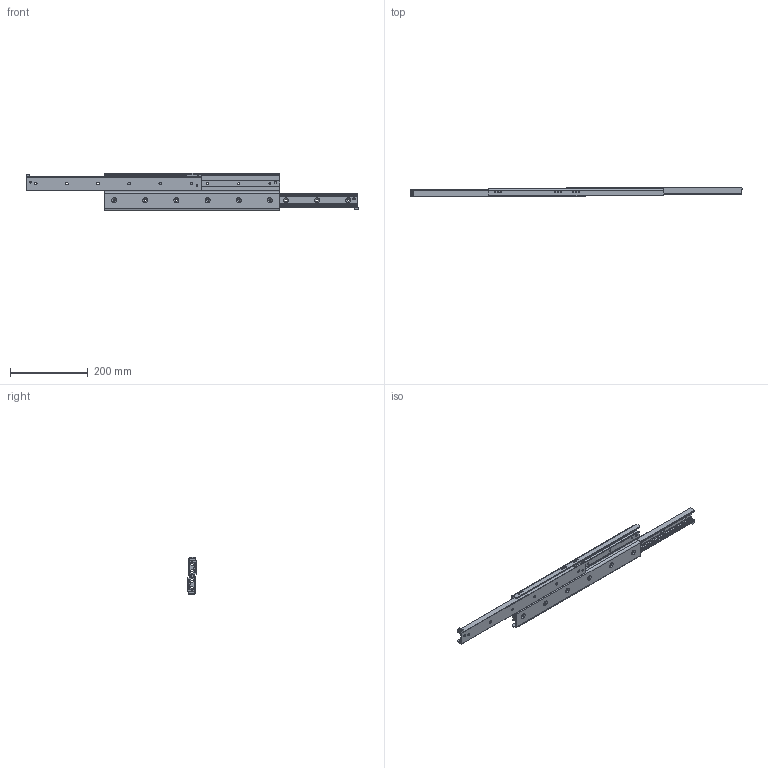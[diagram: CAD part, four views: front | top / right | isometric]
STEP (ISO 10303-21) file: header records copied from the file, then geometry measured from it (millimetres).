
FILE_DESCRIPTION((''),'2;1');
FILE_NAME('LCAS 35.D-0450.stp','2016-01-15T10:41:57',('MRathmann'),(''),'Autodesk Inventor 2012','Autodesk Inventor 2012','');
FILE_SCHEMA(('CONFIG_CONTROL_DESIGN'));
Length unit declared in the file: millimetre
Products named in the file (11): LCAS 35.D-0450.iam (Detailgenauigkeit1); ZP 35-0450.S; LCN 35-0450; LLMG 35-0450; KF.LCA 35-0245.GZ; + AP.L 35; # SP.L 35-5,5; + SP.L 35; + AG.L 28H-4,5; + AS.L 35 5x3,2; + VKB.L 35 5x10
Assembly tree (24 placements, depth 3):
  LCAS 35.D-0450.iam (Detailgenauigkeit1)
    ZP 35-0450.S
    LCN 35-0450  x2
    LLMG 35-0450  x2
    KF.LCA 35-0245.GZ  x2
    + AP.L 35  x4
    # SP.L 35-5,5  x2
      + SP.L 35
      + AG.L 28H-4,5
    + AS.L 35 5x3,2  x4
    + VKB.L 35 5x10  x4
Bounding box: 853 x 22.5 x 97 mm (x, y, z)
Volume: 522356.1 mm3; surface area: 341340.8 mm2
Topology: 25 solids, 25 shells, 588 faces, 1488 edges, 946 vertices
Faces by surface type: plane 334, cylinder 188, cone 66
Full cylindrical faces by diameter (mm): 0.3 x4, 3 x16, 3.242 x10, 4 x8, 4.2 x4, 4.5 x2, 4.8 x4, 4.917 x12, 5 x12, 6 x4, 6.6 x12, 7.5 x12, 8 x2
Entity records: 9020 total; most frequent: CARTESIAN_POINT 1593, DIRECTION 1534, ORIENTED_EDGE 1284, EDGE_CURVE 642, AXIS2_PLACEMENT_3D 575, EDGE_LOOP 492, VERTEX_POINT 458, VECTOR 384
